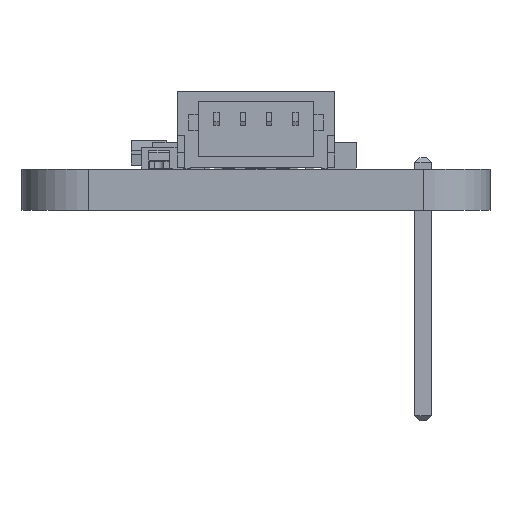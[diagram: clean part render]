
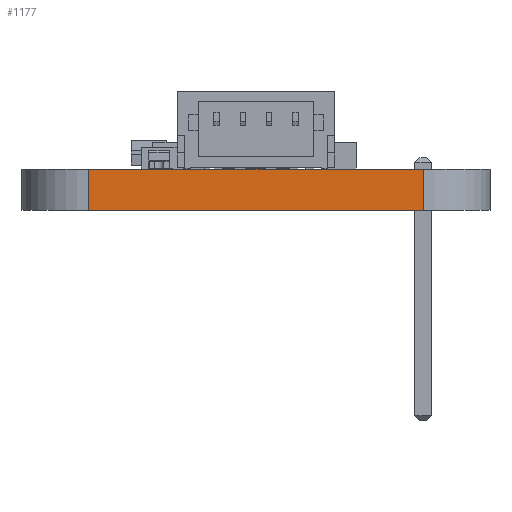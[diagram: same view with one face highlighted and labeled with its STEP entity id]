
A CAD part, left-side view. The second image highlights one B-rep face of the part: STEP entity #1177.
In plain terms, the highlighted planar face has unit normal (-1, 0, 0).
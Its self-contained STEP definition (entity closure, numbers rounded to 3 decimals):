
#1149 = VERTEX_POINT('',#1150);
#1150 = CARTESIAN_POINT('',(0.,2.54,0.));
#1159 = VERTEX_POINT('',#1160);
#1160 = CARTESIAN_POINT('',(0.,2.54,1.57));
#1167 = EDGE_CURVE('',#1149,#1159,#1168,.T.);
#1168 = LINE('',#1169,#1170);
#1169 = CARTESIAN_POINT('',(0.,2.54,0.));
#1170 = VECTOR('',#1171,1.);
#1171 = DIRECTION('',(0.,0.,1.));
#1177 = ADVANCED_FACE('',(#1178),#1203,.T.);
#1178 = FACE_BOUND('',#1179,.T.);
#1179 = EDGE_LOOP('',(#1180,#1188,#1189,#1197));
#1180 = ORIENTED_EDGE('',*,*,#1181,.T.);
#1181 = EDGE_CURVE('',#1182,#1149,#1184,.T.);
#1182 = VERTEX_POINT('',#1183);
#1183 = CARTESIAN_POINT('',(0.,15.24,0.));
#1184 = LINE('',#1185,#1186);
#1185 = CARTESIAN_POINT('',(0.,15.24,0.));
#1186 = VECTOR('',#1187,1.);
#1187 = DIRECTION('',(0.,-1.,0.));
#1188 = ORIENTED_EDGE('',*,*,#1167,.T.);
#1189 = ORIENTED_EDGE('',*,*,#1190,.F.);
#1190 = EDGE_CURVE('',#1191,#1159,#1193,.T.);
#1191 = VERTEX_POINT('',#1192);
#1192 = CARTESIAN_POINT('',(0.,15.24,1.57));
#1193 = LINE('',#1194,#1195);
#1194 = CARTESIAN_POINT('',(0.,15.24,1.57));
#1195 = VECTOR('',#1196,1.);
#1196 = DIRECTION('',(0.,-1.,0.));
#1197 = ORIENTED_EDGE('',*,*,#1198,.F.);
#1198 = EDGE_CURVE('',#1182,#1191,#1199,.T.);
#1199 = LINE('',#1200,#1201);
#1200 = CARTESIAN_POINT('',(0.,15.24,0.));
#1201 = VECTOR('',#1202,1.);
#1202 = DIRECTION('',(0.,0.,1.));
#1203 = PLANE('',#1204);
#1204 = AXIS2_PLACEMENT_3D('',#1205,#1206,#1207);
#1205 = CARTESIAN_POINT('',(0.,15.24,0.));
#1206 = DIRECTION('',(-1.,0.,0.));
#1207 = DIRECTION('',(0.,-1.,0.));
